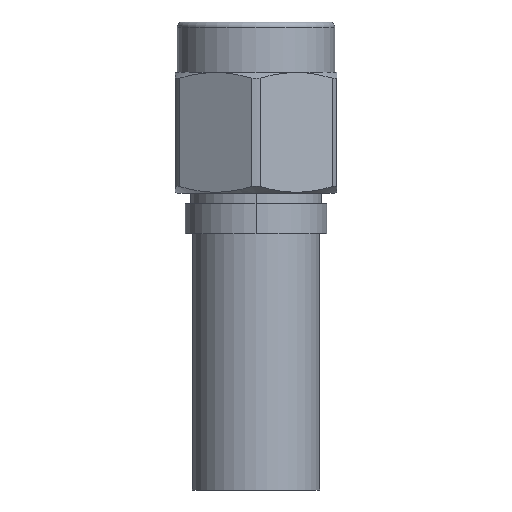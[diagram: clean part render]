
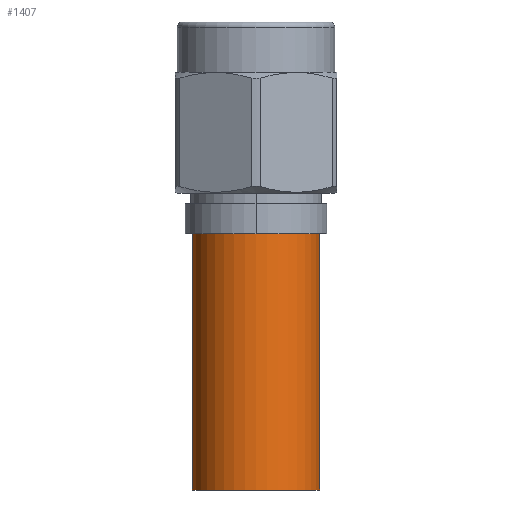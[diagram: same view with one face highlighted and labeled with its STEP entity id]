
A CAD part, front view. The second image highlights one B-rep face of the part: STEP entity #1407.
In plain terms, the highlighted cylindrical face has radius 3.15 mm (diameter 6.3 mm), a partial arc.
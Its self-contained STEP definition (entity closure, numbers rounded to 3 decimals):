
#2 = CARTESIAN_POINT ( 'NONE',  ( -58.577, 13.279, 20.327 ) ) ;
#6 = VERTEX_POINT ( 'NONE', #2448 ) ;
#164 = ORIENTED_EDGE ( 'NONE', *, *, #1862, .F. ) ;
#177 = EDGE_CURVE ( 'NONE', #577, #1163, #1312, .T. ) ;
#235 = CARTESIAN_POINT ( 'NONE',  ( -55.427, 13.279, 20.327 ) ) ;
#379 = EDGE_CURVE ( 'NONE', #6, #577, #822, .T. ) ;
#405 = DIRECTION ( 'NONE',  ( 0., 0., -1. ) ) ;
#577 = VERTEX_POINT ( 'NONE', #1620 ) ;
#637 = AXIS2_PLACEMENT_3D ( 'NONE', #889, #2518, #693 ) ;
#693 = DIRECTION ( 'NONE',  ( 1., 0., 0. ) ) ;
#785 = DIRECTION ( 'NONE',  ( 1., 0., 0. ) ) ;
#822 = LINE ( 'NONE', #2, #1740 ) ;
#841 = DIRECTION ( 'NONE',  ( 0., 0., 1. ) ) ;
#865 = DIRECTION ( 'NONE',  ( 0., 0., -1. ) ) ;
#870 = EDGE_CURVE ( 'NONE', #6, #1844, #2550, .T. ) ;
#889 = CARTESIAN_POINT ( 'NONE',  ( -55.427, 13.279, 7.627 ) ) ;
#1084 = FACE_OUTER_BOUND ( 'NONE', #2541, .T. ) ;
#1163 = VERTEX_POINT ( 'NONE', #2160 ) ;
#1240 = LINE ( 'NONE', #2062, #1630 ) ;
#1312 = CIRCLE ( 'NONE', #637, 3.15 ) ;
#1407 = ADVANCED_FACE ( 'NONE', ( #1084 ), #2501, .T. ) ;
#1532 = AXIS2_PLACEMENT_3D ( 'NONE', #235, #865, #1677 ) ;
#1620 = CARTESIAN_POINT ( 'NONE',  ( -58.577, 13.279, 7.627 ) ) ;
#1630 = VECTOR ( 'NONE', #1859, 1000. ) ;
#1643 = ORIENTED_EDGE ( 'NONE', *, *, #177, .T. ) ;
#1677 = DIRECTION ( 'NONE',  ( -1., 0., 0. ) ) ;
#1698 = CARTESIAN_POINT ( 'NONE',  ( -52.277, 13.279, 20.327 ) ) ;
#1740 = VECTOR ( 'NONE', #405, 1000. ) ;
#1844 = VERTEX_POINT ( 'NONE', #1698 ) ;
#1859 = DIRECTION ( 'NONE',  ( 0., 0., -1. ) ) ;
#1862 = EDGE_CURVE ( 'NONE', #1844, #1163, #1240, .T. ) ;
#1897 = ORIENTED_EDGE ( 'NONE', *, *, #379, .T. ) ;
#2062 = CARTESIAN_POINT ( 'NONE',  ( -52.277, 13.279, 20.327 ) ) ;
#2160 = CARTESIAN_POINT ( 'NONE',  ( -52.277, 13.279, 7.627 ) ) ;
#2439 = CARTESIAN_POINT ( 'NONE',  ( -55.427, 13.279, 20.327 ) ) ;
#2448 = CARTESIAN_POINT ( 'NONE',  ( -58.577, 13.279, 20.327 ) ) ;
#2501 = CYLINDRICAL_SURFACE ( 'NONE', #1532, 3.15 ) ;
#2511 = AXIS2_PLACEMENT_3D ( 'NONE', #2439, #841, #785 ) ;
#2518 = DIRECTION ( 'NONE',  ( 0., 0., 1. ) ) ;
#2541 = EDGE_LOOP ( 'NONE', ( #164, #2597, #1897, #1643 ) ) ;
#2550 = CIRCLE ( 'NONE', #2511, 3.15 ) ;
#2597 = ORIENTED_EDGE ( 'NONE', *, *, #870, .F. ) ;
